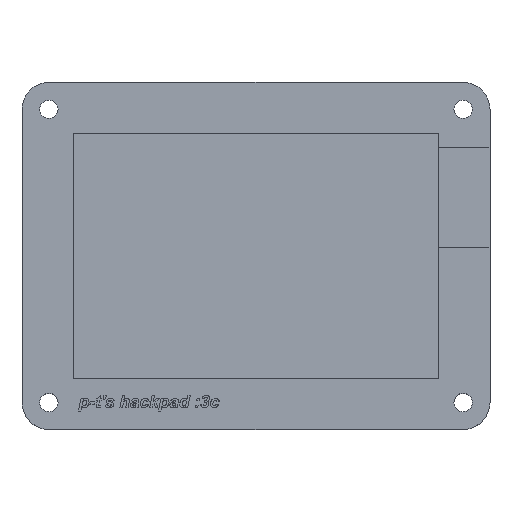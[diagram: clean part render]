
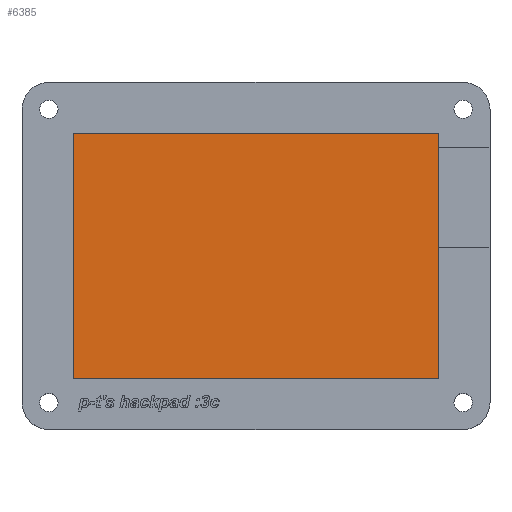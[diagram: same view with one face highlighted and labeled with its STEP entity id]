
A CAD part, top view. The second image highlights one B-rep face of the part: STEP entity #6385.
In plain terms, the highlighted planar face has unit normal (0, 0, 1).
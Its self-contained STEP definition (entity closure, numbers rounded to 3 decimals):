
#1056=FACE_OUTER_BOUND('',#1425,.T.);
#1425=EDGE_LOOP('',(#5877,#5878,#5879,#5880));
#1902=LINE('',#12790,#2403);
#1906=LINE('',#12798,#2407);
#1909=LINE('',#12804,#2410);
#1911=LINE('',#12807,#2412);
#2403=VECTOR('',#7223,10.);
#2407=VECTOR('',#7229,10.);
#2410=VECTOR('',#7234,10.);
#2412=VECTOR('',#7238,10.);
#3036=VERTEX_POINT('',#12786);
#3038=VERTEX_POINT('',#12789);
#3040=VERTEX_POINT('',#12795);
#3042=VERTEX_POINT('',#12801);
#3964=EDGE_CURVE('',#3036,#3038,#1902,.T.);
#3968=EDGE_CURVE('',#3040,#3036,#1906,.T.);
#3971=EDGE_CURVE('',#3042,#3040,#1909,.T.);
#3973=EDGE_CURVE('',#3038,#3042,#1911,.T.);
#5877=ORIENTED_EDGE('',*,*,#3971,.F.);
#5878=ORIENTED_EDGE('',*,*,#3973,.F.);
#5879=ORIENTED_EDGE('',*,*,#3964,.F.);
#5880=ORIENTED_EDGE('',*,*,#3968,.F.);
#6049=PLANE('',#6543);
#6385=ADVANCED_FACE('',(#1056),#6049,.T.);
#6543=AXIS2_PLACEMENT_3D('',#12892,#7323,#7324);
#7223=DIRECTION('',(1.,0.,0.));
#7229=DIRECTION('',(0.,1.,0.));
#7234=DIRECTION('',(-1.,0.,0.));
#7238=DIRECTION('',(0.,-1.,0.));
#7323=DIRECTION('center_axis',(0.,0.,1.));
#7324=DIRECTION('ref_axis',(1.,0.,0.));
#12786=CARTESIAN_POINT('',(-39.758,43.354,3.));
#12789=CARTESIAN_POINT('',(28.242,43.354,3.));
#12790=CARTESIAN_POINT('',(-22.758,43.354,3.));
#12795=CARTESIAN_POINT('',(-39.758,-2.146,3.));
#12798=CARTESIAN_POINT('',(-39.758,9.229,3.));
#12801=CARTESIAN_POINT('',(28.242,-2.146,3.));
#12804=CARTESIAN_POINT('',(11.242,-2.146,3.));
#12807=CARTESIAN_POINT('',(28.242,31.979,3.));
#12892=CARTESIAN_POINT('Origin',(-5.758,20.604,3.));
